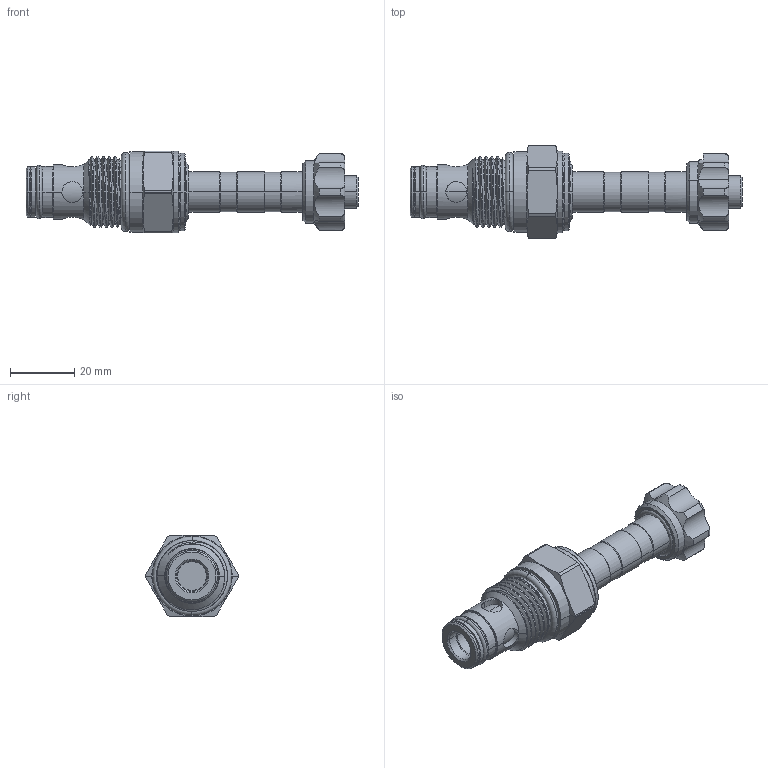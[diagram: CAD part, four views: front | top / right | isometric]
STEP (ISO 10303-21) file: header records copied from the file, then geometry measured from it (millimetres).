
FILE_DESCRIPTION (( 'STEP AP203' ), '1' );
FILE_NAME ('EP10W2A05M85.STEP', '2016-08-23T02:51:31', ( '' ), ( '' ), 'SwSTEP 2.0', 'SolidWorks 2012', '' );
FILE_SCHEMA (( 'CONFIG_CONTROL_DESIGN' ));
Length unit declared in the file: millimetre
Products named in the file (1): EP10W2A05M85
Bounding box: 103.2 x 28.8 x 25.4 mm (x, y, z)
Volume: 26071 mm3; surface area: 10596.6 mm2
Topology: 4 solids, 4 shells, 257 faces, 620 edges, 382 vertices
Faces by surface type: cylinder 123, cone 49, torus 40, plane 27, bspline 18
Entity records: 19672 total; most frequent: CARTESIAN_POINT 13878, ORIENTED_EDGE 1240, DIRECTION 1179, EDGE_CURVE 620, AXIS2_PLACEMENT_3D 504, VERTEX_POINT 382, EDGE_LOOP 276, CIRCLE 264
